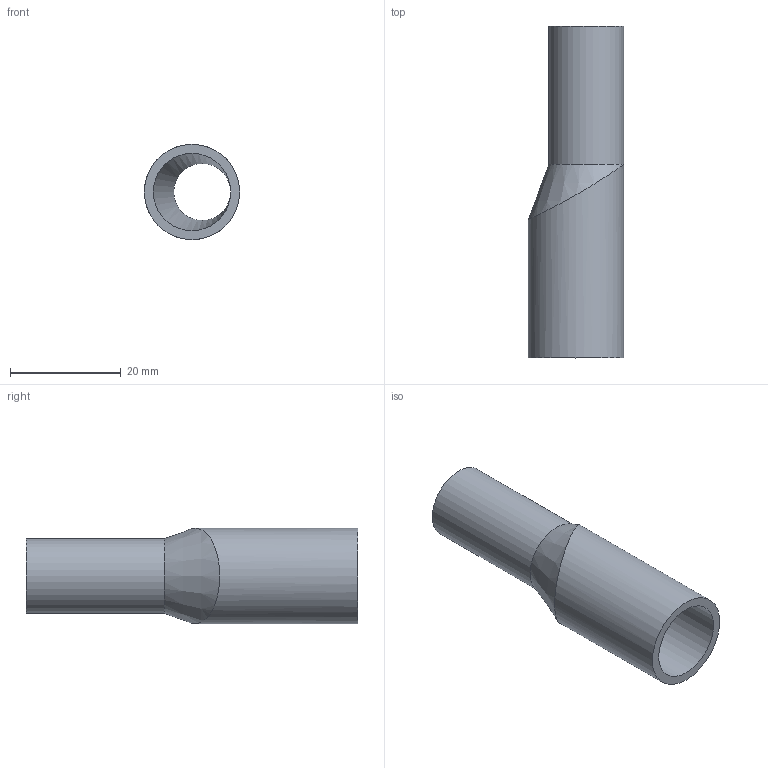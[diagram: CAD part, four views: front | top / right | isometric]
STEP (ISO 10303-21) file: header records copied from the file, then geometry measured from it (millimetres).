
FILE_DESCRIPTION(('RE_17,2x1,6-13,5x1,6_L60_V10'),'2;1');
FILE_NAME('RE_17,2x1,6-13,5x1,6_L60_V10.stp','2013-11-02T16:27:35',('DOCKWEILER AG'),('DOCKWEILER AG'),'Autodesk Inventor 2012','Autodesk Inventor 2012','');
FILE_SCHEMA(('CONFIG_CONTROL_DESIGN'));
Length unit declared in the file: millimetre
Products named in the file (1): N0006_002_001_009
Bounding box: 17.2 x 60 x 17.2 mm (x, y, z)
Volume: 4878.3 mm3; surface area: 5257.6 mm2
Topology: 1 solids, 1 shells, 8 faces, 15 edges, 9 vertices
Faces by surface type: cylinder 4, plane 2, bspline 1, cone 1
Full cylindrical faces by diameter (mm): 10.3 x1, 13.5 x1, 14 x1, 17.2 x1
Entity records: 241 total; most frequent: CARTESIAN_POINT 77, DIRECTION 30, ORIENTED_EDGE 18, AXIS2_PLACEMENT_3D 15, EDGE_LOOP 15, EDGE_CURVE 9, VERTEX_POINT 8, FACE_OUTER_BOUND 8
